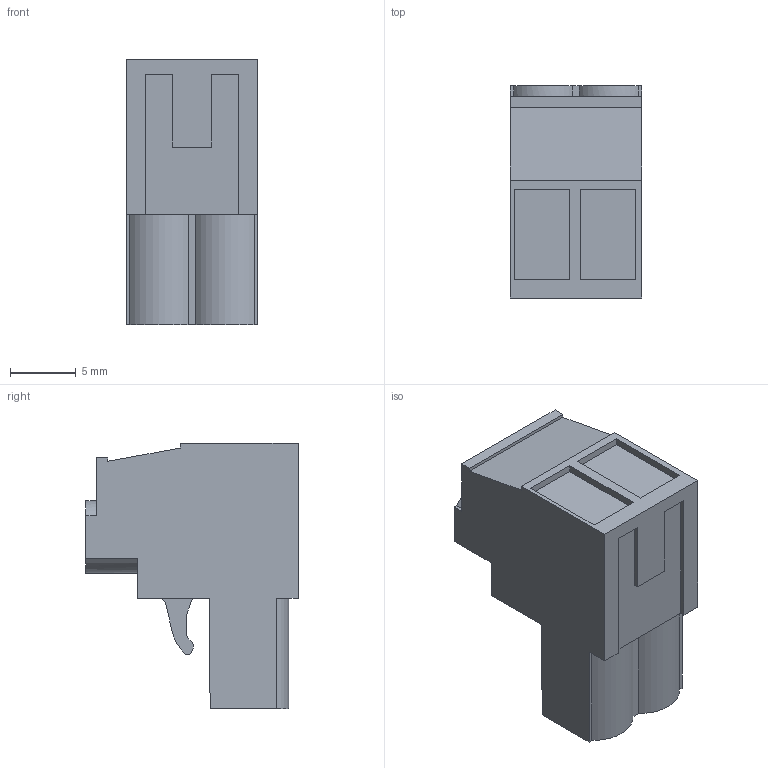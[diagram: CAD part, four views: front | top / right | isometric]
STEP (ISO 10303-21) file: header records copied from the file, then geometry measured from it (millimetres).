
FILE_DESCRIPTION(('CATIA V5 STEP Exchange','CAx-IF Rec.Pracs.--- Model Styling and Organization---1.2---2011-12-15'),'2;1');
FILE_NAME ('D1460313_0_1954490000_1954490000.stp','2017-05-25T06:35:45+00:00',('none'),('Weidmueller'),'CATIA Version 5-6 Release 2014','CATIA V5 STEP AP214','none');
FILE_SCHEMA(('AUTOMOTIVE_DESIGN { 1 0 10303 214 1 1 1 1 }'));
Length unit declared in the file: millimetre
Products named in the file (1): 1954490000
Bounding box: 10 x 16.1 x 20.1 mm (x, y, z)
Volume: 2035.1 mm3; surface area: 1463.1 mm2
Topology: 3 solids, 3 shells, 149 faces, 407 edges, 272 vertices
Faces by surface type: plane 123, cylinder 26
Entity records: 4566 total; most frequent: CARTESIAN_POINT 848, ORIENTED_EDGE 814, DIRECTION 657, EDGE_CURVE 407, VECTOR 343, LINE 343, VERTEX_POINT 272, AXIS2_PLACEMENT_3D 187
